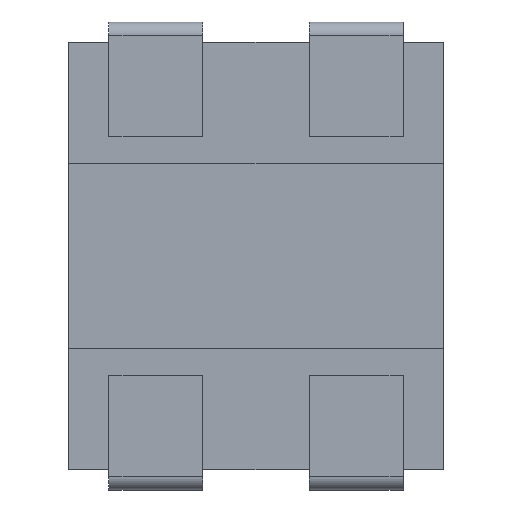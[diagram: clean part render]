
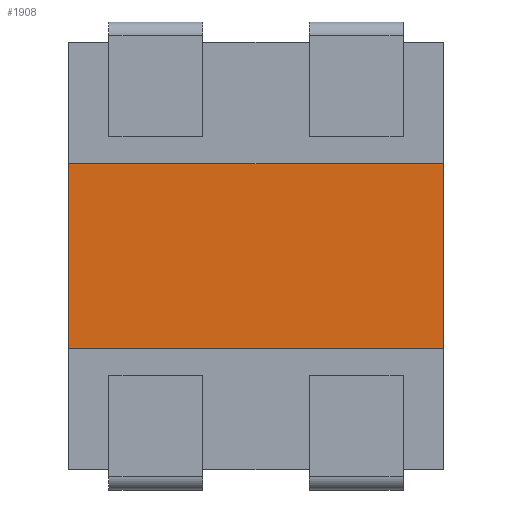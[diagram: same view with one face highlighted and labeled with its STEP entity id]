
A CAD part, front view. The second image highlights one B-rep face of the part: STEP entity #1908.
In plain terms, the highlighted planar face has unit normal (0, -1, 0).
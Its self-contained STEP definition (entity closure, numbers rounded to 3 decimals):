
#128=FACE_OUTER_BOUND('',#225,.T.);
#225=EDGE_LOOP('',(#1590,#1591,#1592,#1593));
#481=LINE('',#3013,#720);
#484=LINE('',#3019,#723);
#486=LINE('',#3023,#725);
#487=LINE('',#3025,#726);
#720=VECTOR('',#2450,1000.);
#723=VECTOR('',#2455,1000.);
#725=VECTOR('',#2461,1000.);
#726=VECTOR('',#2464,1000.);
#928=VERTEX_POINT('',#3010);
#929=VERTEX_POINT('',#3012);
#930=VERTEX_POINT('',#3016);
#931=VERTEX_POINT('',#3018);
#1169=EDGE_CURVE('',#928,#929,#481,.T.);
#1172=EDGE_CURVE('',#930,#931,#484,.T.);
#1174=EDGE_CURVE('',#929,#930,#486,.T.);
#1175=EDGE_CURVE('',#931,#928,#487,.T.);
#1590=ORIENTED_EDGE('',*,*,#1169,.F.);
#1591=ORIENTED_EDGE('',*,*,#1175,.F.);
#1592=ORIENTED_EDGE('',*,*,#1172,.F.);
#1593=ORIENTED_EDGE('',*,*,#1174,.F.);
#1816=PLANE('',#2050);
#1908=ADVANCED_FACE('',(#128),#1816,.F.);
#2050=AXIS2_PLACEMENT_3D('',#3026,#2465,#2466);
#2450=DIRECTION('',(0.,0.,1.));
#2455=DIRECTION('',(0.,0.,-1.));
#2461=DIRECTION('',(1.,0.,0.));
#2464=DIRECTION('',(-1.,0.,0.));
#2465=DIRECTION('center_axis',(0.,1.,0.));
#2466=DIRECTION('ref_axis',(0.,0.,1.));
#3010=CARTESIAN_POINT('',(-2.538,0.,-1.39));
#3012=CARTESIAN_POINT('',(-2.538,0.,-0.01));
#3013=CARTESIAN_POINT('',(-2.538,0.,-1.39));
#3016=CARTESIAN_POINT('',(0.262,0.,-0.01));
#3018=CARTESIAN_POINT('',(0.262,0.,-1.39));
#3019=CARTESIAN_POINT('',(0.262,0.,-1.39));
#3023=CARTESIAN_POINT('',(-2.538,0.,-0.01));
#3025=CARTESIAN_POINT('',(-2.538,0.,-1.39));
#3026=CARTESIAN_POINT('Origin',(0.,0.,0.));
